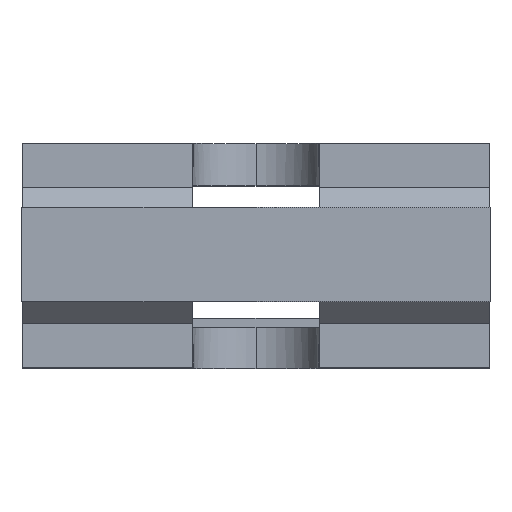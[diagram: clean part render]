
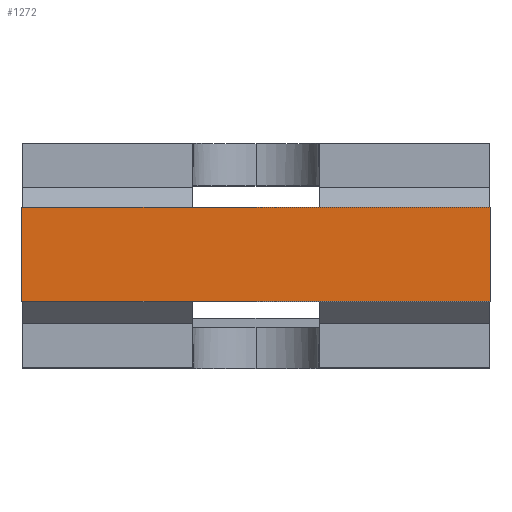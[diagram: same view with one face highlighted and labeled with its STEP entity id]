
A CAD part, top view. The second image highlights one B-rep face of the part: STEP entity #1272.
In plain terms, the highlighted planar face has unit normal (0, 0, 1).
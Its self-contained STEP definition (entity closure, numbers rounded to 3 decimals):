
#17 = CARTESIAN_POINT ( 'NONE',  ( 2.5, 0.5, 6.911 ) ) ;
#121 = VERTEX_POINT ( 'NONE', #2688 ) ;
#363 = CARTESIAN_POINT ( 'NONE',  ( -2.5, 0., 6.911 ) ) ;
#591 = EDGE_LOOP ( 'NONE', ( #2534, #2004, #1154, #4274 ) ) ;
#671 = EDGE_CURVE ( 'NONE', #3416, #4006, #1519, .T. ) ;
#727 = DIRECTION ( 'NONE',  ( 1., 0., 0. ) ) ;
#996 = CARTESIAN_POINT ( 'NONE',  ( 2.5, 0.5, 6.911 ) ) ;
#1011 = AXIS2_PLACEMENT_3D ( 'NONE', #4317, #1771, #727 ) ;
#1051 = LINE ( 'NONE', #363, #3228 ) ;
#1096 = LINE ( 'NONE', #4338, #3773 ) ;
#1154 = ORIENTED_EDGE ( 'NONE', *, *, #1245, .T. ) ;
#1245 = EDGE_CURVE ( 'NONE', #121, #3947, #1051, .T. ) ;
#1272 = ADVANCED_FACE ( 'NONE', ( #4673 ), #2494, .T. ) ;
#1480 = DIRECTION ( 'NONE',  ( 1., 0., 0. ) ) ;
#1519 = LINE ( 'NONE', #2242, #3909 ) ;
#1624 = VECTOR ( 'NONE', #1480, 1000. ) ;
#1757 = CARTESIAN_POINT ( 'NONE',  ( -2.5, -0.5, 6.911 ) ) ;
#1771 = DIRECTION ( 'NONE',  ( 0., 0., 1. ) ) ;
#1793 = DIRECTION ( 'NONE',  ( -1., 0., 0. ) ) ;
#1837 = DIRECTION ( 'NONE',  ( 0., 1., 0. ) ) ;
#2004 = ORIENTED_EDGE ( 'NONE', *, *, #2208, .F. ) ;
#2061 = CARTESIAN_POINT ( 'NONE',  ( 2.5, -0.5, 6.911 ) ) ;
#2108 = EDGE_CURVE ( 'NONE', #3416, #3947, #1096, .T. ) ;
#2208 = EDGE_CURVE ( 'NONE', #121, #4006, #3306, .T. ) ;
#2242 = CARTESIAN_POINT ( 'NONE',  ( 2.5, 0., 6.911 ) ) ;
#2494 = PLANE ( 'NONE',  #1011 ) ;
#2534 = ORIENTED_EDGE ( 'NONE', *, *, #671, .T. ) ;
#2688 = CARTESIAN_POINT ( 'NONE',  ( -2.5, 0.5, 6.911 ) ) ;
#3228 = VECTOR ( 'NONE', #3575, 1000. ) ;
#3306 = LINE ( 'NONE', #17, #1624 ) ;
#3416 = VERTEX_POINT ( 'NONE', #2061 ) ;
#3575 = DIRECTION ( 'NONE',  ( 0., -1., 0. ) ) ;
#3773 = VECTOR ( 'NONE', #1793, 1000. ) ;
#3909 = VECTOR ( 'NONE', #1837, 1000. ) ;
#3947 = VERTEX_POINT ( 'NONE', #1757 ) ;
#4006 = VERTEX_POINT ( 'NONE', #996 ) ;
#4274 = ORIENTED_EDGE ( 'NONE', *, *, #2108, .F. ) ;
#4317 = CARTESIAN_POINT ( 'NONE',  ( 2.5, 0., 6.911 ) ) ;
#4338 = CARTESIAN_POINT ( 'NONE',  ( 2.5, -0.5, 6.911 ) ) ;
#4673 = FACE_OUTER_BOUND ( 'NONE', #591, .T. ) ;
